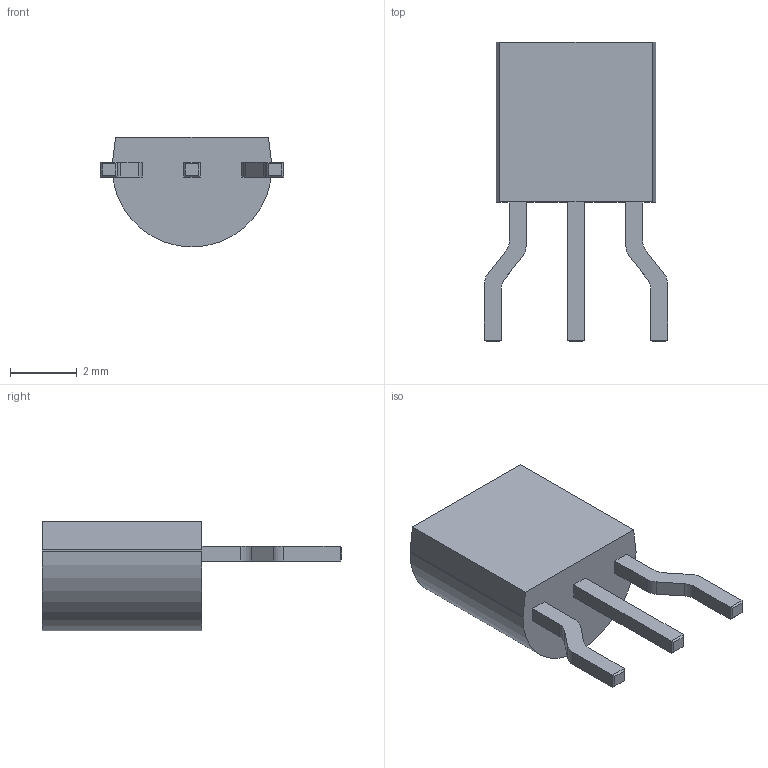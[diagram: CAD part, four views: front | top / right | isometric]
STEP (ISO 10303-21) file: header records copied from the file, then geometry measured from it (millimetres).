
FILE_DESCRIPTION(/* description */ ('Alibre Inc.'),/* implementation_level */ '2;1');
FILE_NAME(/* name */ 'export0',/* time_stamp */ '2012-10-01T21:27:58+03:00',/* author */ (''),/* organization */ (''),/* preprocessor_version */ 'ST-DEVELOPER v14',/* originating_system */ 'Alibre',/* authorisation */ '');
FILE_SCHEMA (('AUTOMOTIVE_DESIGN'));
Length unit declared in the file: centimetre
Bounding box: 5.5 x 9 x 3.3 mm (x, y, z)
Volume: 66.7 mm3; surface area: 118.2 mm2
Topology: 1 solids, 1 shells, 51 faces, 126 edges, 80 vertices
Faces by surface type: plane 42, cylinder 9
Entity records: 1520 total; most frequent: CARTESIAN_POINT 257, ORIENTED_EDGE 252, DIRECTION 204, EDGE_CURVE 126, VECTOR 108, LINE 108, VERTEX_POINT 80, AXIS2_PLACEMENT_3D 69
